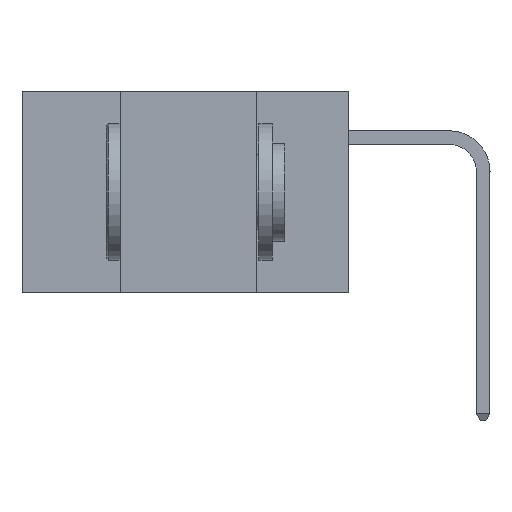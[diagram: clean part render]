
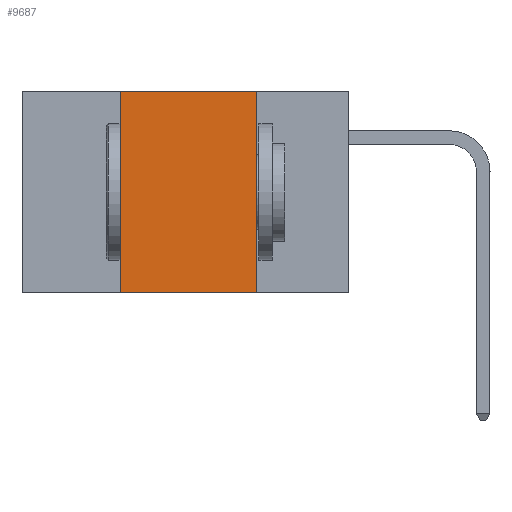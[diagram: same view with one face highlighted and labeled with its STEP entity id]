
A CAD part, left-side view. The second image highlights one B-rep face of the part: STEP entity #9687.
In plain terms, the highlighted planar face has unit normal (-1, 0, 0).
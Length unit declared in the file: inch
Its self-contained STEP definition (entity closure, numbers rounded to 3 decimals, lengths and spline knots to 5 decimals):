
#269 = VERTEX_POINT ( 'NONE', #33699 ) ;
#1847 = CARTESIAN_POINT ( 'NONE',  ( 0., 0.17, -0.37 ) ) ;
#5088 = CARTESIAN_POINT ( 'NONE',  ( 0., 0.42, -0.37 ) ) ;
#6197 = LINE ( 'NONE', #36370, #38649 ) ;
#8526 = DIRECTION ( 'NONE',  ( 0., -1., 0. ) ) ;
#8826 = PLANE ( 'NONE',  #32942 ) ;
#9687 = ADVANCED_FACE ( 'NONE', ( #18379 ), #8826, .F. ) ;
#10376 = DIRECTION ( 'NONE',  ( 0., 0., -1. ) ) ;
#11473 = CARTESIAN_POINT ( 'NONE',  ( 0., 0.17, 0. ) ) ;
#12288 = CARTESIAN_POINT ( 'NONE',  ( 0., 0.6, 0. ) ) ;
#16205 = ORIENTED_EDGE ( 'NONE', *, *, #34213, .F. ) ;
#18019 = EDGE_LOOP ( 'NONE', ( #42895, #16205, #26663, #42751 ) ) ;
#18379 = FACE_OUTER_BOUND ( 'NONE', #18019, .T. ) ;
#18767 = DIRECTION ( 'NONE',  ( 1., 0., 0. ) ) ;
#20337 = EDGE_CURVE ( 'NONE', #31388, #26744, #20830, .T. ) ;
#20830 = LINE ( 'NONE', #44143, #43560 ) ;
#26663 = ORIENTED_EDGE ( 'NONE', *, *, #33735, .F. ) ;
#26744 = VERTEX_POINT ( 'NONE', #1847 ) ;
#29217 = DIRECTION ( 'NONE',  ( 0., 0., 1. ) ) ;
#29231 = CARTESIAN_POINT ( 'NONE',  ( 0., 0.6, -0.37 ) ) ;
#30598 = VECTOR ( 'NONE', #29217, 39.37008 ) ;
#30808 = LINE ( 'NONE', #29231, #39416 ) ;
#31388 = VERTEX_POINT ( 'NONE', #11473 ) ;
#32942 = AXIS2_PLACEMENT_3D ( 'NONE', #12288, #18767, #32973 ) ;
#32973 = DIRECTION ( 'NONE',  ( 0., 0., -1. ) ) ;
#33013 = DIRECTION ( 'NONE',  ( 0., -1., 0. ) ) ;
#33699 = CARTESIAN_POINT ( 'NONE',  ( 0., 0.42, 0. ) ) ;
#33735 = EDGE_CURVE ( 'NONE', #40832, #269, #34889, .T. ) ;
#34213 = EDGE_CURVE ( 'NONE', #269, #31388, #6197, .T. ) ;
#34889 = LINE ( 'NONE', #43086, #30598 ) ;
#36370 = CARTESIAN_POINT ( 'NONE',  ( 0., 0.6, 0. ) ) ;
#38649 = VECTOR ( 'NONE', #33013, 39.37008 ) ;
#39416 = VECTOR ( 'NONE', #8526, 39.37008 ) ;
#40832 = VERTEX_POINT ( 'NONE', #5088 ) ;
#42751 = ORIENTED_EDGE ( 'NONE', *, *, #43437, .T. ) ;
#42895 = ORIENTED_EDGE ( 'NONE', *, *, #20337, .F. ) ;
#43086 = CARTESIAN_POINT ( 'NONE',  ( 0., 0.42, 0. ) ) ;
#43437 = EDGE_CURVE ( 'NONE', #40832, #26744, #30808, .T. ) ;
#43560 = VECTOR ( 'NONE', #10376, 39.37008 ) ;
#44143 = CARTESIAN_POINT ( 'NONE',  ( 0., 0.17, 0. ) ) ;
